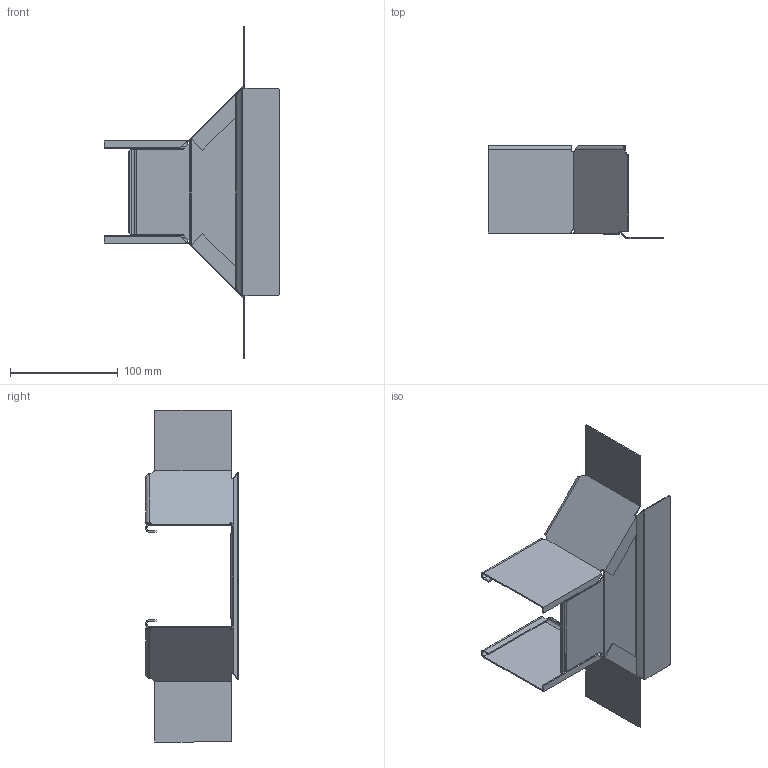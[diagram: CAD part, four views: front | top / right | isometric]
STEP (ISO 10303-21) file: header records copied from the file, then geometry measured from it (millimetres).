
FILE_DESCRIPTION (( 'STEP AP214' ), '1' );
FILE_NAME ('6042231.STEP', '2024-11-14T13:13:52', ( '' ), ( '' ), 'SwSTEP 2.0', 'SolidWorks 2022', '' );
FILE_SCHEMA (( 'AUTOMOTIVE_DESIGN' ));
Length unit declared in the file: millimetre
Products named in the file (4): 6042231; 167752_100; 180291_85 R; 180291_85 L
Assembly tree (3 placements, depth 2):
  6042231
    167752_100
    180291_85 L
    180291_85 R
Bounding box: 163.11 x 86.25 x 308.27 mm (x, y, z)
Volume: 61312.2 mm3; surface area: 115133.5 mm2
Topology: 3 solids, 3 shells, 169 faces, 422 edges, 259 vertices
Faces by surface type: plane 110, cylinder 39, bspline 20
Entity records: 5731 total; most frequent: CARTESIAN_POINT 1795, ORIENTED_EDGE 844, DIRECTION 688, EDGE_CURVE 422, LINE 270, VECTOR 270, VERTEX_POINT 259, AXIS2_PLACEMENT_3D 209
